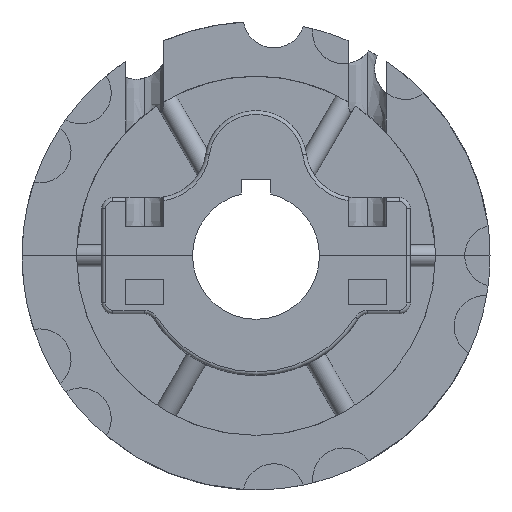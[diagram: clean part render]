
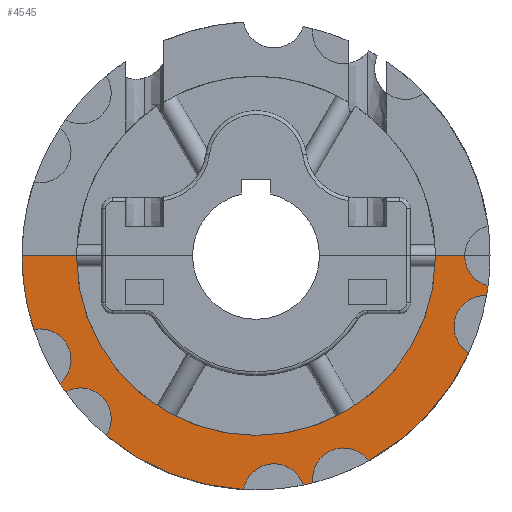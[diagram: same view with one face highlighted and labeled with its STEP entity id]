
A CAD part, left-side view. The second image highlights one B-rep face of the part: STEP entity #4545.
In plain terms, the highlighted planar face has unit normal (-1, 0, 0).
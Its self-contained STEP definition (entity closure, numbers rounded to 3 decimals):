
#3995=CARTESIAN_POINT('Vertex',(-26.5,49.5,0.)) ;
#4009=CARTESIAN_POINT('Vertex',(-26.5,64.5,0.)) ;
#4012=CARTESIAN_POINT('Line Origine',(-26.5,57.,0.)) ;
#4046=CARTESIAN_POINT('Axis2P3D Location',(-26.5,0.,0.)) ;
#4050=CARTESIAN_POINT('Vertex',(-26.5,0.,-49.5)) ;
#4075=CARTESIAN_POINT('Vertex',(-26.5,-49.5,0.)) ;
#4078=CARTESIAN_POINT('Axis2P3D Location',(-26.5,0.,0.)) ;
#4097=CARTESIAN_POINT('Line Origine',(-26.5,-53.508,0.)) ;
#4101=CARTESIAN_POINT('Vertex',(-26.5,-57.517,0.)) ;
#4147=CARTESIAN_POINT('Axis2P3D Location',(-26.5,0.,0.)) ;
#4151=CARTESIAN_POINT('Vertex',(-26.5,-58.696,-26.739)) ;
#4153=CARTESIAN_POINT('Vertex',(-26.5,-31.051,-56.534)) ;
#4204=CARTESIAN_POINT('Vertex',(-26.5,-15.691,-62.562)) ;
#4214=CARTESIAN_POINT('Axis2P3D Location',(-26.5,-24.119,-61.453)) ;
#4232=CARTESIAN_POINT('Vertex',(-26.5,-13.007,-63.175)) ;
#4240=CARTESIAN_POINT('Axis2P3D Location',(-26.5,0.,0.)) ;
#4252=CARTESIAN_POINT('Axis2P3D Location',(-26.5,-4.933,-65.832)) ;
#4256=CARTESIAN_POINT('Vertex',(-26.5,3.446,-64.408)) ;
#4284=CARTESIAN_POINT('Vertex',(-26.5,41.282,-49.558)) ;
#4302=CARTESIAN_POINT('Axis2P3D Location',(-26.5,0.,0.)) ;
#4326=CARTESIAN_POINT('Vertex',(-26.5,52.505,-37.463)) ;
#4336=CARTESIAN_POINT('Axis2P3D Location',(-26.5,48.394,-44.903)) ;
#4354=CARTESIAN_POINT('Vertex',(-26.5,54.056,-35.189)) ;
#4362=CARTESIAN_POINT('Axis2P3D Location',(-26.5,0.,0.)) ;
#4378=CARTESIAN_POINT('Vertex',(-26.5,61.215,-20.323)) ;
#4388=CARTESIAN_POINT('Axis2P3D Location',(-26.5,59.479,-28.644)) ;
#4410=CARTESIAN_POINT('Axis2P3D Location',(-26.5,0.,0.)) ;
#4437=CARTESIAN_POINT('Vertex',(-26.5,-63.56,-10.972)) ;
#4440=CARTESIAN_POINT('Axis2P3D Location',(-26.5,-63.084,-19.459)) ;
#4498=CARTESIAN_POINT('Axis2P3D Location',(-26.5,-66.017,0.)) ;
#4502=CARTESIAN_POINT('Vertex',(-26.5,-63.97,-8.25)) ;
#4517=CARTESIAN_POINT('Axis2P3D Location',(-26.5,0.,0.)) ;
#4522=CARTESIAN_POINT('Axis2P3D Location',(-26.5,0.,0.)) ;
#4013=DIRECTION('Vector Direction',(0.,1.,0.)) ;
#4047=DIRECTION('Axis2P3D Direction',(1.,0.,-0.)) ;
#4079=DIRECTION('Axis2P3D Direction',(1.,0.,-0.)) ;
#4098=DIRECTION('Vector Direction',(0.,1.,0.)) ;
#4148=DIRECTION('Axis2P3D Direction',(1.,0.,-0.)) ;
#4215=DIRECTION('Axis2P3D Direction',(1.,0.,0.)) ;
#4241=DIRECTION('Axis2P3D Direction',(1.,0.,-0.)) ;
#4253=DIRECTION('Axis2P3D Direction',(1.,0.,0.)) ;
#4303=DIRECTION('Axis2P3D Direction',(1.,0.,-0.)) ;
#4337=DIRECTION('Axis2P3D Direction',(1.,0.,0.)) ;
#4363=DIRECTION('Axis2P3D Direction',(1.,0.,-0.)) ;
#4389=DIRECTION('Axis2P3D Direction',(1.,0.,0.)) ;
#4411=DIRECTION('Axis2P3D Direction',(1.,0.,-0.)) ;
#4441=DIRECTION('Axis2P3D Direction',(1.,0.,0.)) ;
#4499=DIRECTION('Axis2P3D Direction',(1.,0.,-0.)) ;
#4518=DIRECTION('Axis2P3D Direction',(1.,0.,-0.)) ;
#4519=DIRECTION('Axis2P3D XDirection',(0.,0.,1.)) ;
#4523=DIRECTION('Axis2P3D Direction',(1.,0.,-0.)) ;
#4048=AXIS2_PLACEMENT_3D('Circle Axis2P3D',#4046,#4047,$) ;
#4080=AXIS2_PLACEMENT_3D('Circle Axis2P3D',#4078,#4079,$) ;
#4149=AXIS2_PLACEMENT_3D('Circle Axis2P3D',#4147,#4148,$) ;
#4216=AXIS2_PLACEMENT_3D('Circle Axis2P3D',#4214,#4215,$) ;
#4242=AXIS2_PLACEMENT_3D('Circle Axis2P3D',#4240,#4241,$) ;
#4254=AXIS2_PLACEMENT_3D('Circle Axis2P3D',#4252,#4253,$) ;
#4304=AXIS2_PLACEMENT_3D('Circle Axis2P3D',#4302,#4303,$) ;
#4338=AXIS2_PLACEMENT_3D('Circle Axis2P3D',#4336,#4337,$) ;
#4364=AXIS2_PLACEMENT_3D('Circle Axis2P3D',#4362,#4363,$) ;
#4390=AXIS2_PLACEMENT_3D('Circle Axis2P3D',#4388,#4389,$) ;
#4412=AXIS2_PLACEMENT_3D('Circle Axis2P3D',#4410,#4411,$) ;
#4442=AXIS2_PLACEMENT_3D('Circle Axis2P3D',#4440,#4441,$) ;
#4500=AXIS2_PLACEMENT_3D('Circle Axis2P3D',#4498,#4499,$) ;
#4520=AXIS2_PLACEMENT_3D('Plane Axis2P3D',#4517,#4518,#4519) ;
#4524=AXIS2_PLACEMENT_3D('Circle Axis2P3D',#4522,#4523,$) ;
#4528=ORIENTED_EDGE('',*,*,#4414,.F.) ;
#4529=ORIENTED_EDGE('',*,*,#4392,.T.) ;
#4530=ORIENTED_EDGE('',*,*,#4366,.F.) ;
#4531=ORIENTED_EDGE('',*,*,#4340,.T.) ;
#4532=ORIENTED_EDGE('',*,*,#4306,.F.) ;
#4533=ORIENTED_EDGE('',*,*,#4258,.T.) ;
#4534=ORIENTED_EDGE('',*,*,#4244,.F.) ;
#4535=ORIENTED_EDGE('',*,*,#4218,.T.) ;
#4536=ORIENTED_EDGE('',*,*,#4155,.F.) ;
#4537=ORIENTED_EDGE('',*,*,#4444,.T.) ;
#4538=ORIENTED_EDGE('',*,*,#4526,.F.) ;
#4539=ORIENTED_EDGE('',*,*,#4504,.T.) ;
#4540=ORIENTED_EDGE('',*,*,#4103,.T.) ;
#4541=ORIENTED_EDGE('',*,*,#4082,.T.) ;
#4542=ORIENTED_EDGE('',*,*,#4052,.T.) ;
#4543=ORIENTED_EDGE('',*,*,#4016,.T.) ;
#4014=VECTOR('Line Direction',#4013,1.) ;
#4099=VECTOR('Line Direction',#4098,1.) ;
#4545=ADVANCED_FACE('Body.6',(#4544),#4521,.F.) ;
#4049=CIRCLE('generated circle',#4048,49.5) ;
#4081=CIRCLE('generated circle',#4080,49.5) ;
#4150=CIRCLE('generated circle',#4149,64.5) ;
#4217=CIRCLE('generated circle',#4216,8.5) ;
#4243=CIRCLE('generated circle',#4242,64.5) ;
#4255=CIRCLE('generated circle',#4254,8.5) ;
#4305=CIRCLE('generated circle',#4304,64.5) ;
#4339=CIRCLE('generated circle',#4338,8.5) ;
#4365=CIRCLE('generated circle',#4364,64.5) ;
#4391=CIRCLE('generated circle',#4390,8.5) ;
#4413=CIRCLE('generated circle',#4412,64.5) ;
#4443=CIRCLE('generated circle',#4442,8.5) ;
#4501=CIRCLE('generated circle',#4500,8.5) ;
#4525=CIRCLE('generated circle',#4524,64.5) ;
#4016=EDGE_CURVE('',#3996,#4010,#4015,.T.) ;
#4052=EDGE_CURVE('',#4051,#3996,#4049,.T.) ;
#4082=EDGE_CURVE('',#4076,#4051,#4081,.T.) ;
#4103=EDGE_CURVE('',#4102,#4076,#4100,.T.) ;
#4155=EDGE_CURVE('',#4152,#4154,#4150,.T.) ;
#4218=EDGE_CURVE('',#4205,#4154,#4217,.T.) ;
#4244=EDGE_CURVE('',#4205,#4233,#4243,.T.) ;
#4258=EDGE_CURVE('',#4257,#4233,#4255,.T.) ;
#4306=EDGE_CURVE('',#4257,#4285,#4305,.T.) ;
#4340=EDGE_CURVE('',#4327,#4285,#4339,.T.) ;
#4366=EDGE_CURVE('',#4327,#4355,#4365,.T.) ;
#4392=EDGE_CURVE('',#4379,#4355,#4391,.T.) ;
#4414=EDGE_CURVE('',#4379,#4010,#4413,.T.) ;
#4444=EDGE_CURVE('',#4152,#4438,#4443,.T.) ;
#4504=EDGE_CURVE('',#4503,#4102,#4501,.T.) ;
#4526=EDGE_CURVE('',#4503,#4438,#4525,.T.) ;
#4527=EDGE_LOOP('',(#4528,#4529,#4530,#4531,#4532,#4533,#4534,#4535,#4536,#4537,#4538,#4539,#4540,#4541,#4542,#4543)) ;
#4544=FACE_OUTER_BOUND('',#4527,.T.) ;
#4015=LINE('Line',#4012,#4014) ;
#4100=LINE('Line',#4097,#4099) ;
#4521=PLANE('',#4520) ;
#3996=VERTEX_POINT('',#3995) ;
#4010=VERTEX_POINT('',#4009) ;
#4051=VERTEX_POINT('',#4050) ;
#4076=VERTEX_POINT('',#4075) ;
#4102=VERTEX_POINT('',#4101) ;
#4152=VERTEX_POINT('',#4151) ;
#4154=VERTEX_POINT('',#4153) ;
#4205=VERTEX_POINT('',#4204) ;
#4233=VERTEX_POINT('',#4232) ;
#4257=VERTEX_POINT('',#4256) ;
#4285=VERTEX_POINT('',#4284) ;
#4327=VERTEX_POINT('',#4326) ;
#4355=VERTEX_POINT('',#4354) ;
#4379=VERTEX_POINT('',#4378) ;
#4438=VERTEX_POINT('',#4437) ;
#4503=VERTEX_POINT('',#4502) ;
